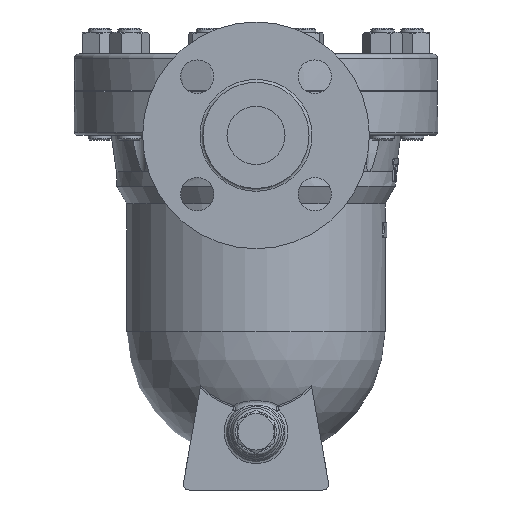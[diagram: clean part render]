
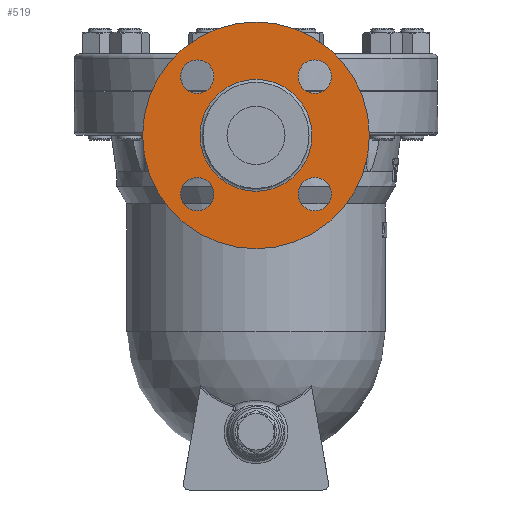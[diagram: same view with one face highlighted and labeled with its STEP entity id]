
A CAD part, left-side view. The second image highlights one B-rep face of the part: STEP entity #519.
In plain terms, the highlighted free-form (B-spline) face has degree [1, 1] with [2, 2] control points.
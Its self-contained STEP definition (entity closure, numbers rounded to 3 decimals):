
#186=CARTESIAN_POINT('',(-200.6,0.0,48.));
#187=VERTEX_POINT('',#186);
#188=CARTESIAN_POINT('',(-200.6,0.0,-30.));
#189=DIRECTION('',(-1.0,0.0,0.0));
#190=DIRECTION('',(0.0,0.0,1.0));
#191=AXIS2_PLACEMENT_3D('',#188,#189,#190);
#192=CIRCLE('',#191,78.);
#193=EDGE_CURVE('',#187,#187,#192,.T.);
#400=CARTESIAN_POINT('',(-200.6,0.,8.5));
#401=VERTEX_POINT('',#400);
#402=CARTESIAN_POINT('',(-200.6,0.0,-30.));
#403=DIRECTION('',(-1.0,0.0,0.0));
#404=DIRECTION('',(0.0,0.0,-1.0));
#405=AXIS2_PLACEMENT_3D('',#402,#403,#404);
#406=CIRCLE('',#405,38.5);
#407=EDGE_CURVE('',#401,#401,#406,.T.);
#464=CARTESIAN_POINT('',(-200.6,78.,48.));
#465=CARTESIAN_POINT('',(-200.6,78.,-108.));
#466=CARTESIAN_POINT('',(-200.6,-78.,48.));
#467=CARTESIAN_POINT('',(-200.6,-78.,-108.));
#468=B_SPLINE_SURFACE_WITH_KNOTS('',1,1,((#464,#466),(#465,#467)),.UNSPECIFIED.,.F.,.F.,.U.,(2,2),(2,2),(0.0,156.0),(0.0,156.),.UNSPECIFIED.);
#469=ORIENTED_EDGE('',*,*,#193,.T.);
#470=EDGE_LOOP('',(#469));
#471=FACE_OUTER_BOUND('',#470,.T.);
#472=CARTESIAN_POINT('',(-200.6,40.411,-1.089));
#473=VERTEX_POINT('',#472);
#474=CARTESIAN_POINT('',(-200.6,40.411,10.411));
#475=DIRECTION('',(1.0,0.0,0.0));
#476=DIRECTION('',(0.0,0.0,-1.0));
#477=AXIS2_PLACEMENT_3D('',#474,#475,#476);
#478=CIRCLE('',#477,11.5);
#479=EDGE_CURVE('',#473,#473,#478,.T.);
#480=ORIENTED_EDGE('',*,*,#479,.T.);
#481=EDGE_LOOP('',(#480));
#482=FACE_BOUND('',#481,.T.);
#483=CARTESIAN_POINT('',(-200.6,28.911,-70.411));
#484=VERTEX_POINT('',#483);
#485=CARTESIAN_POINT('',(-200.6,40.411,-70.411));
#486=DIRECTION('',(1.0,0.0,0.0));
#487=DIRECTION('',(0.0,-1.0,0.0));
#488=AXIS2_PLACEMENT_3D('',#485,#486,#487);
#489=CIRCLE('',#488,11.5);
#490=EDGE_CURVE('',#484,#484,#489,.T.);
#491=ORIENTED_EDGE('',*,*,#490,.T.);
#492=EDGE_LOOP('',(#491));
#493=FACE_BOUND('',#492,.T.);
#494=CARTESIAN_POINT('',(-200.6,-40.411,-58.911));
#495=VERTEX_POINT('',#494);
#496=CARTESIAN_POINT('',(-200.6,-40.411,-70.411));
#497=DIRECTION('',(1.0,0.0,0.0));
#498=DIRECTION('',(0.0,0.0,1.0));
#499=AXIS2_PLACEMENT_3D('',#496,#497,#498);
#500=CIRCLE('',#499,11.5);
#501=EDGE_CURVE('',#495,#495,#500,.T.);
#502=ORIENTED_EDGE('',*,*,#501,.T.);
#503=EDGE_LOOP('',(#502));
#504=FACE_BOUND('',#503,.T.);
#505=CARTESIAN_POINT('',(-200.6,-28.911,10.411));
#506=VERTEX_POINT('',#505);
#507=CARTESIAN_POINT('',(-200.6,-40.411,10.411));
#508=DIRECTION('',(1.0,0.0,0.0));
#509=DIRECTION('',(0.0,1.0,0.0));
#510=AXIS2_PLACEMENT_3D('',#507,#508,#509);
#511=CIRCLE('',#510,11.5);
#512=EDGE_CURVE('',#506,#506,#511,.T.);
#513=ORIENTED_EDGE('',*,*,#512,.T.);
#514=EDGE_LOOP('',(#513));
#515=FACE_BOUND('',#514,.T.);
#516=ORIENTED_EDGE('',*,*,#407,.F.);
#517=EDGE_LOOP('',(#516));
#518=FACE_BOUND('',#517,.T.);
#519=ADVANCED_FACE('',(#471,#482,#493,#504,#515,#518),#468,.T.);
